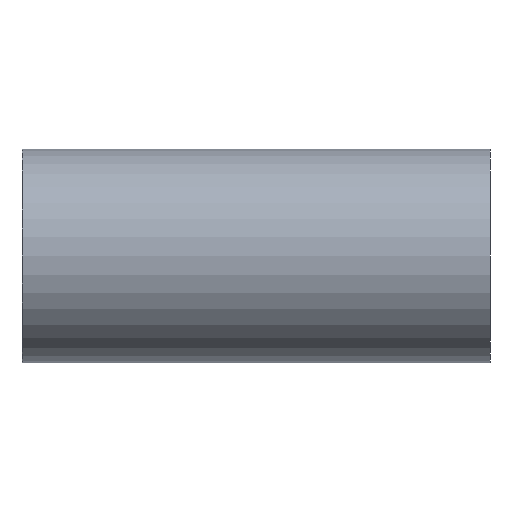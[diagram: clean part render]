
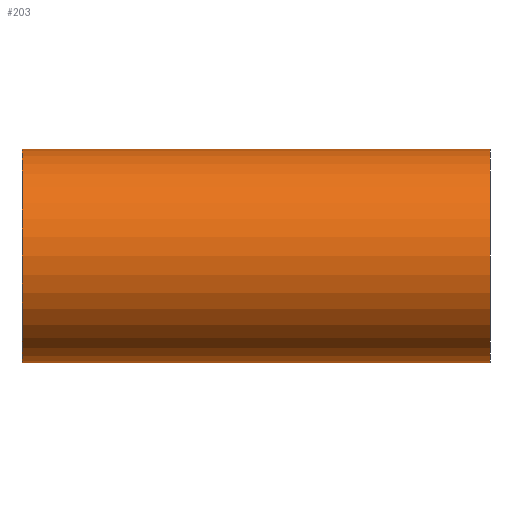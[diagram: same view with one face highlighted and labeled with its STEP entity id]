
A CAD part, left-side view. The second image highlights one B-rep face of the part: STEP entity #203.
In plain terms, the highlighted cylindrical face has radius 26 mm (diameter 52 mm), a partial arc.
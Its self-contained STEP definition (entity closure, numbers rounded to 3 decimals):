
#13 = VECTOR ( 'NONE', #167, 1000. ) ;
#21 = CARTESIAN_POINT ( 'NONE',  ( 0., 30.22, 26. ) ) ;
#29 = EDGE_CURVE ( 'NONE', #77, #88, #158, .T. ) ;
#38 = CARTESIAN_POINT ( 'NONE',  ( 0., -83.78, 26. ) ) ;
#40 = ORIENTED_EDGE ( 'NONE', *, *, #130, .F. ) ;
#49 = CYLINDRICAL_SURFACE ( 'NONE', #50, 26. ) ;
#50 = AXIS2_PLACEMENT_3D ( 'NONE', #82, #175, #98 ) ;
#60 = CARTESIAN_POINT ( 'NONE',  ( 0., 30.22, 0. ) ) ;
#63 = AXIS2_PLACEMENT_3D ( 'NONE', #60, #173, #195 ) ;
#68 = FACE_OUTER_BOUND ( 'NONE', #92, .T. ) ;
#71 = LINE ( 'NONE', #170, #221 ) ;
#77 = VERTEX_POINT ( 'NONE', #38 ) ;
#79 = CARTESIAN_POINT ( 'NONE',  ( 0., 30.22, 26. ) ) ;
#82 = CARTESIAN_POINT ( 'NONE',  ( 0., 30.22, 0. ) ) ;
#88 = VERTEX_POINT ( 'NONE', #79 ) ;
#89 = CIRCLE ( 'NONE', #63, 26. ) ;
#92 = EDGE_LOOP ( 'NONE', ( #40, #214, #206, #139 ) ) ;
#98 = DIRECTION ( 'NONE',  ( 0., 0., 1. ) ) ;
#115 = CIRCLE ( 'NONE', #233, 26. ) ;
#117 = CARTESIAN_POINT ( 'NONE',  ( 0., -83.78, -26. ) ) ;
#125 = VERTEX_POINT ( 'NONE', #117 ) ;
#130 = EDGE_CURVE ( 'NONE', #125, #192, #71, .T. ) ;
#137 = DIRECTION ( 'NONE',  ( 0., 0., 1. ) ) ;
#139 = ORIENTED_EDGE ( 'NONE', *, *, #168, .F. ) ;
#152 = DIRECTION ( 'NONE',  ( 0., 1., 0. ) ) ;
#158 = LINE ( 'NONE', #21, #13 ) ;
#167 = DIRECTION ( 'NONE',  ( 0., 1., 0. ) ) ;
#168 = EDGE_CURVE ( 'NONE', #192, #88, #89, .T. ) ;
#170 = CARTESIAN_POINT ( 'NONE',  ( 0., 30.22, -26. ) ) ;
#172 = CARTESIAN_POINT ( 'NONE',  ( 0., 30.22, -26. ) ) ;
#173 = DIRECTION ( 'NONE',  ( 0., 1., 0. ) ) ;
#175 = DIRECTION ( 'NONE',  ( 0., 1., 0. ) ) ;
#177 = EDGE_CURVE ( 'NONE', #125, #77, #115, .T. ) ;
#192 = VERTEX_POINT ( 'NONE', #172 ) ;
#195 = DIRECTION ( 'NONE',  ( 0., 0., 1. ) ) ;
#199 = DIRECTION ( 'NONE',  ( 0., 1., 0. ) ) ;
#203 = ADVANCED_FACE ( 'NONE', ( #68 ), #49, .T. ) ;
#206 = ORIENTED_EDGE ( 'NONE', *, *, #29, .T. ) ;
#212 = CARTESIAN_POINT ( 'NONE',  ( 0., -83.78, 0. ) ) ;
#214 = ORIENTED_EDGE ( 'NONE', *, *, #177, .T. ) ;
#221 = VECTOR ( 'NONE', #152, 1000. ) ;
#233 = AXIS2_PLACEMENT_3D ( 'NONE', #212, #199, #137 ) ;
